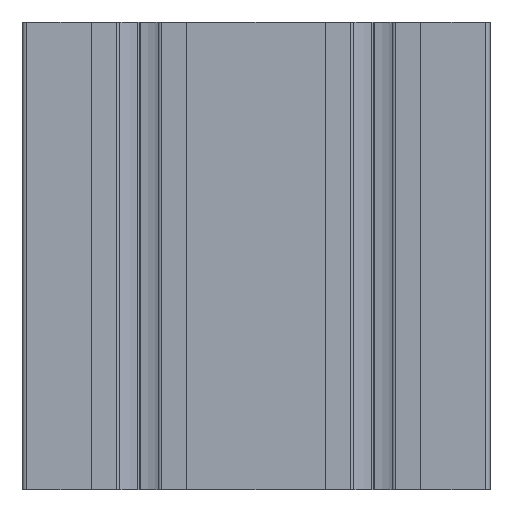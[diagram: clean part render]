
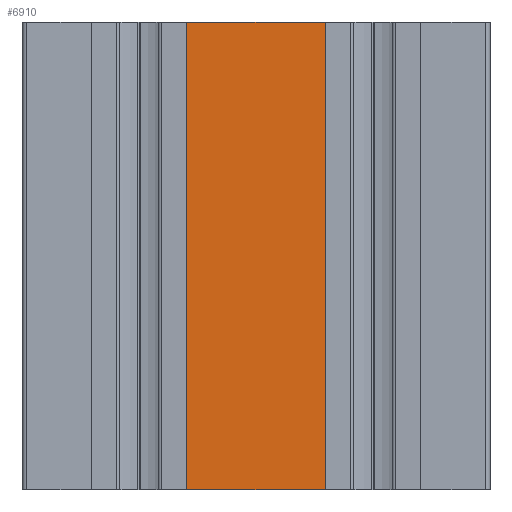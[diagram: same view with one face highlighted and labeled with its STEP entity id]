
A CAD part, front view. The second image highlights one B-rep face of the part: STEP entity #6910.
In plain terms, the highlighted planar face has unit normal (0, -1, 0).
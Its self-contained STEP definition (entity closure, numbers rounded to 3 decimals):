
#6854=CARTESIAN_POINT('',(61.784,4.533,100.0));
#6855=VERTEX_POINT('',#6854);
#6862=CARTESIAN_POINT('',(61.784,4.533,0.0));
#6863=VERTEX_POINT('',#6862);
#6864=CARTESIAN_POINT('',(61.784,4.533,0.0));
#6865=DIRECTION('',(0.0,0.0,1.0));
#6866=VECTOR('',#6865,100.0);
#6867=LINE('',#6864,#6866);
#6868=EDGE_CURVE('',#6863,#6855,#6867,.T.);
#6880=CARTESIAN_POINT('',(61.784,4.533,0.0));
#6881=DIRECTION('',(0.0,-1.0,0.0));
#6882=DIRECTION('',(0.0,0.0,-1.0));
#6883=AXIS2_PLACEMENT_3D('',#6880,#6881,#6882);
#6884=PLANE('',#6883);
#6885=CARTESIAN_POINT('',(32.172,4.533,100.0));
#6886=VERTEX_POINT('',#6885);
#6887=CARTESIAN_POINT('',(61.784,4.533,100.0));
#6888=DIRECTION('',(-1.0,0.0,0.0));
#6889=VECTOR('',#6888,29.613);
#6890=LINE('',#6887,#6889);
#6891=EDGE_CURVE('',#6855,#6886,#6890,.T.);
#6892=ORIENTED_EDGE('',*,*,#6891,.T.);
#6893=CARTESIAN_POINT('',(32.172,4.533,0.0));
#6894=VERTEX_POINT('',#6893);
#6895=CARTESIAN_POINT('',(32.172,4.533,0.0));
#6896=DIRECTION('',(0.0,0.0,1.0));
#6897=VECTOR('',#6896,100.0);
#6898=LINE('',#6895,#6897);
#6899=EDGE_CURVE('',#6894,#6886,#6898,.T.);
#6900=ORIENTED_EDGE('',*,*,#6899,.F.);
#6901=CARTESIAN_POINT('',(32.172,4.533,0.0));
#6902=DIRECTION('',(1.0,0.0,0.0));
#6903=VECTOR('',#6902,29.613);
#6904=LINE('',#6901,#6903);
#6905=EDGE_CURVE('',#6894,#6863,#6904,.T.);
#6906=ORIENTED_EDGE('',*,*,#6905,.T.);
#6907=ORIENTED_EDGE('',*,*,#6868,.T.);
#6908=EDGE_LOOP('',(#6892,#6900,#6906,#6907));
#6909=FACE_OUTER_BOUND('',#6908,.T.);
#6910=ADVANCED_FACE('',(#6909),#6884,.T.);
